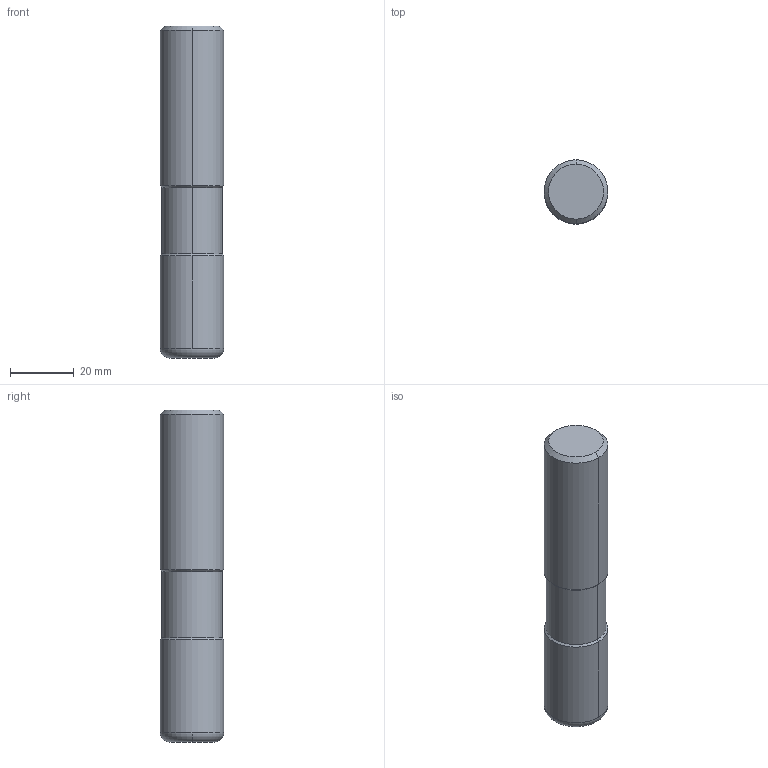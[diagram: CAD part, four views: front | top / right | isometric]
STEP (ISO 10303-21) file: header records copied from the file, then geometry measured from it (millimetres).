
FILE_DESCRIPTION(('STEP AP214'),'1');
FILE_NAME('608050510-000-00-E43.stp','2024-02-07T15:49:09',(' '),(' '),'Spatial InterOp 3D',' ',' ');
FILE_SCHEMA(('AUTOMOTIVE_DESIGN { 1 0 10303 214 1 1 1 1 }'));
Length unit declared in the file: millimetre
Products named in the file (1): 1
Bounding box: 20 x 20 x 104 mm (x, y, z)
Volume: 31717.9 mm3; surface area: 7601.8 mm2
Topology: 2 solids, 2 shells, 18 faces, 49 edges, 36 vertices
Faces by surface type: cone 6, cylinder 6, plane 4, torus 2
Entity records: 748 total; most frequent: DIRECTION 117, CARTESIAN_POINT 94, ORIENTED_EDGE 70, AXIS2_PLACEMENT_3D 48, EDGE_CURVE 35, LINE 25, VECTOR 25, CIRCLE 24
